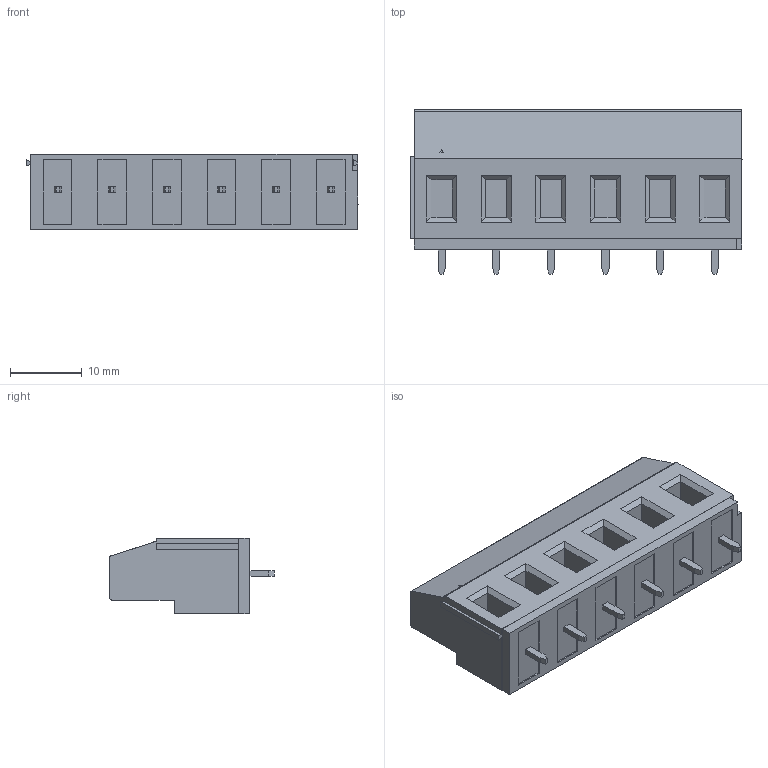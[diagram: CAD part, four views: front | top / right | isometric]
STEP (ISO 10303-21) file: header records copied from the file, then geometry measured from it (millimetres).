
FILE_DESCRIPTION (( 'STEP AP214' ), '1' );
FILE_NAME ('DG129-7.62-06P-14-00AH.STEP', '2021-01-12T19:58:07', ( '' ), ( '' ), 'SwSTEP 2.0', 'SolidWorks 2020', '' );
FILE_SCHEMA (( 'AUTOMOTIVE_DESIGN' ));
Length unit declared in the file: millimetre
Products named in the file (1): DG129-7.62-06P-14-00AH
Bounding box: 46.32 x 23 x 10.5 mm (x, y, z)
Volume: 7262.4 mm3; surface area: 4288.8 mm2
Topology: 1 solids, 1 shells, 669 faces, 1718 edges, 1120 vertices
Faces by surface type: plane 379, bspline 191, cylinder 59, torus 30, cone 10
Entity records: 34365 total; most frequent: CARTESIAN_POINT 14435, ORIENTED_EDGE 3436, DIRECTION 2506, EDGE_CURVE 1718, VERTEX_POINT 1120, LINE 1100, VECTOR 1100, EDGE_LOOP 738
